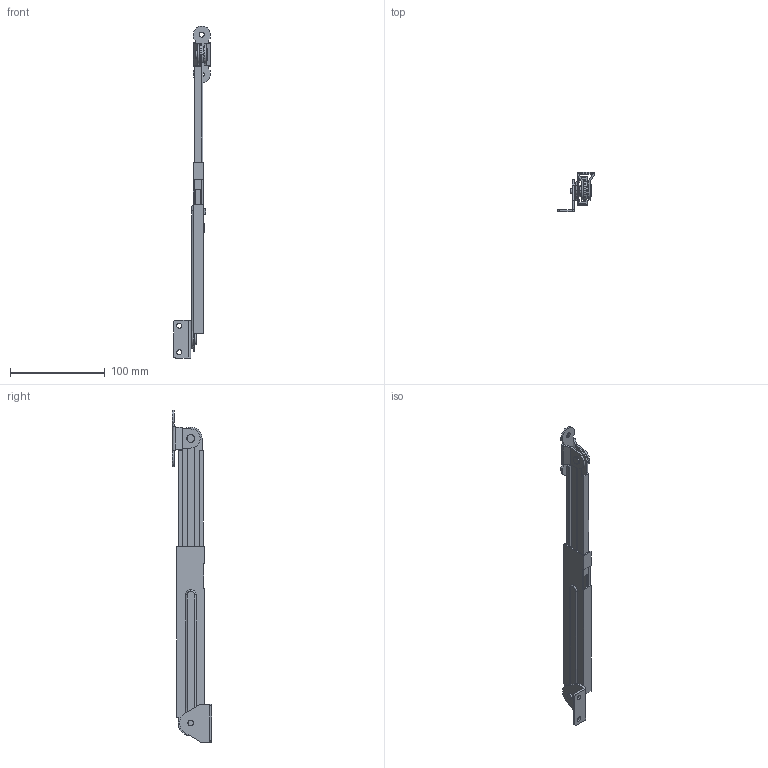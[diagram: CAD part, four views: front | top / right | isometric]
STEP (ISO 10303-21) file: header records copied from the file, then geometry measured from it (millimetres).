
FILE_DESCRIPTION (( 'STEP AP203' ), '1' );
FILE_NAME ('B-1460-3.STEP', '2012-02-01T06:18:03', ( '11sw' ), ( 'タキゲン製造株式会社' ), 'SwSTEP 2.0', 'SolidWorks 2011', '' );
FILE_SCHEMA (( 'CONFIG_CONTROL_DESIGN' ));
Length unit declared in the file: millimetre
Products named in the file (10): B-1460ステーブラケットピン_公開用; B-1460僗僥乕僽儔働僢僩_岞奐梡; B-1460樹脂ワッシャー; B-1460アームブラケットリベット_公開用; B-1460傾乕儉僽儔働僢僩; B-1460-3アーム_; B-1460-3ステー_; B-1460-3; B-1460ストッパー; B-1460ストッパーリベット_公開用
Assembly tree (14 placements, depth 2):
  B-1460-3
    B-1460アームブラケットリベット_公開用
    B-1460樹脂ワッシャー  x6
    B-1460僗僥乕僽儔働僢僩_岞奐梡
    B-1460ストッパー
    B-1460傾乕儉僽儔働僢僩
    B-1460ステーブラケットピン_公開用
    B-1460-3アーム_
    B-1460ストッパーリベット_公開用
    B-1460-3ステー_
Bounding box: 38.85 x 41.5 x 350 mm (x, y, z)
Volume: 38456.3 mm3; surface area: 51533.2 mm2
Topology: 14 solids, 14 shells, 245 faces, 589 edges, 375 vertices
Faces by surface type: plane 138, cylinder 92, bspline 8, torus 7
Entity records: 7744 total; most frequent: CARTESIAN_POINT 1372, DIRECTION 1082, ORIENTED_EDGE 1058, EDGE_CURVE 529, AXIS2_PLACEMENT_3D 365, LINE 352, VECTOR 352, VERTEX_POINT 335
